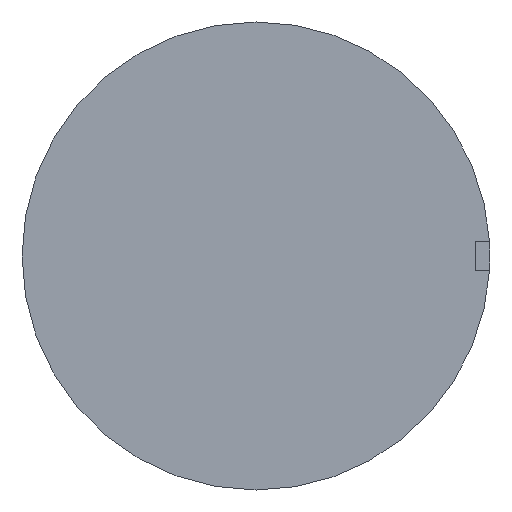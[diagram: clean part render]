
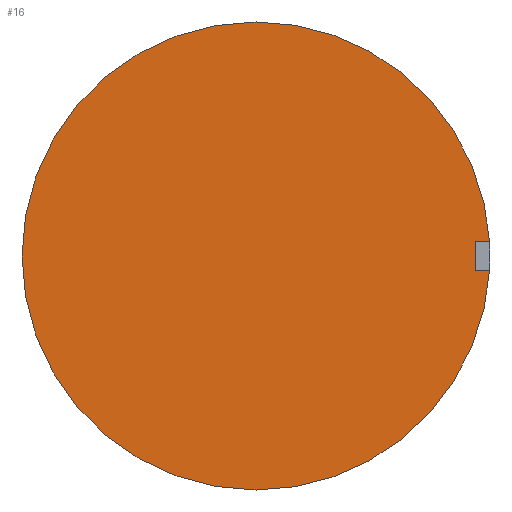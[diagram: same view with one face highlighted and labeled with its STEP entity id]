
A CAD part, left-side view. The second image highlights one B-rep face of the part: STEP entity #16.
In plain terms, the highlighted planar face has unit normal (-1, 0, 0).
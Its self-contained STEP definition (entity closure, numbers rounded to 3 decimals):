
#16 = ADVANCED_FACE ( 'NONE', ( #567 ), #17, .F. ) ;
#17 = PLANE ( 'NONE',  #746 ) ;
#18 = CIRCLE ( 'NONE', #496, 80. ) ;
#30 = ORIENTED_EDGE ( 'NONE', *, *, #240, .F. ) ;
#48 = VERTEX_POINT ( 'NONE', #494 ) ;
#65 = CARTESIAN_POINT ( 'NONE',  ( 0., -80., 0. ) ) ;
#80 = EDGE_CURVE ( 'NONE', #48, #621, #18, .T. ) ;
#113 = DIRECTION ( 'NONE',  ( -1., 0., 0. ) ) ;
#132 = CARTESIAN_POINT ( 'NONE',  ( 0., 0., 80. ) ) ;
#139 = DIRECTION ( 'NONE',  ( 1., 0., 0. ) ) ;
#142 = DIRECTION ( 'NONE',  ( 0., 0., 1. ) ) ;
#147 = CARTESIAN_POINT ( 'NONE',  ( 0., -75., 5. ) ) ;
#166 = LINE ( 'NONE', #461, #747 ) ;
#190 = ORIENTED_EDGE ( 'NONE', *, *, #210, .F. ) ;
#204 = DIRECTION ( 'NONE',  ( 0., 0., 1. ) ) ;
#210 = EDGE_CURVE ( 'NONE', #401, #360, #742, .T. ) ;
#213 = AXIS2_PLACEMENT_3D ( 'NONE', #920, #823, #335 ) ;
#240 = EDGE_CURVE ( 'NONE', #48, #443, #166, .T. ) ;
#263 = CARTESIAN_POINT ( 'NONE',  ( 0., -79.844, -5. ) ) ;
#267 = CARTESIAN_POINT ( 'NONE',  ( 0., -75., -5. ) ) ;
#270 = CARTESIAN_POINT ( 'NONE',  ( 0., -75., -5. ) ) ;
#273 = EDGE_CURVE ( 'NONE', #621, #835, #582, .T. ) ;
#307 = ORIENTED_EDGE ( 'NONE', *, *, #80, .T. ) ;
#335 = DIRECTION ( 'NONE',  ( 0., 0., 1. ) ) ;
#360 = VERTEX_POINT ( 'NONE', #263 ) ;
#372 = DIRECTION ( 'NONE',  ( 0., 0., -1. ) ) ;
#390 = CARTESIAN_POINT ( 'NONE',  ( 0., 0., 0. ) ) ;
#401 = VERTEX_POINT ( 'NONE', #270 ) ;
#403 = EDGE_CURVE ( 'NONE', #443, #401, #617, .T. ) ;
#443 = VERTEX_POINT ( 'NONE', #147 ) ;
#461 = CARTESIAN_POINT ( 'NONE',  ( 0., -75., 5. ) ) ;
#494 = CARTESIAN_POINT ( 'NONE',  ( 0., -79.844, 5. ) ) ;
#496 = AXIS2_PLACEMENT_3D ( 'NONE', #779, #508, #142 ) ;
#508 = DIRECTION ( 'NONE',  ( -1., 0., 0. ) ) ;
#516 = CARTESIAN_POINT ( 'NONE',  ( 0., -85., -5. ) ) ;
#529 = DIRECTION ( 'NONE',  ( 0., -1., 0. ) ) ;
#544 = DIRECTION ( 'NONE',  ( 0., 0., -1. ) ) ;
#551 = CIRCLE ( 'NONE', #213, 80. ) ;
#567 = FACE_OUTER_BOUND ( 'NONE', #591, .T. ) ;
#582 = CIRCLE ( 'NONE', #699, 80. ) ;
#591 = EDGE_LOOP ( 'NONE', ( #307, #842, #698, #190, #857, #30 ) ) ;
#617 = LINE ( 'NONE', #267, #701 ) ;
#621 = VERTEX_POINT ( 'NONE', #132 ) ;
#631 = CARTESIAN_POINT ( 'NONE',  ( 0., 0., -80. ) ) ;
#698 = ORIENTED_EDGE ( 'NONE', *, *, #841, .T. ) ;
#699 = AXIS2_PLACEMENT_3D ( 'NONE', #390, #113, #204 ) ;
#701 = VECTOR ( 'NONE', #544, 1000. ) ;
#742 = LINE ( 'NONE', #516, #883 ) ;
#746 = AXIS2_PLACEMENT_3D ( 'NONE', #65, #139, #372 ) ;
#747 = VECTOR ( 'NONE', #808, 1000. ) ;
#779 = CARTESIAN_POINT ( 'NONE',  ( 0., 0., 0. ) ) ;
#808 = DIRECTION ( 'NONE',  ( 0., 1., 0. ) ) ;
#823 = DIRECTION ( 'NONE',  ( -1., 0., 0. ) ) ;
#835 = VERTEX_POINT ( 'NONE', #631 ) ;
#841 = EDGE_CURVE ( 'NONE', #835, #360, #551, .T. ) ;
#842 = ORIENTED_EDGE ( 'NONE', *, *, #273, .T. ) ;
#857 = ORIENTED_EDGE ( 'NONE', *, *, #403, .F. ) ;
#883 = VECTOR ( 'NONE', #529, 1000. ) ;
#920 = CARTESIAN_POINT ( 'NONE',  ( 0., 0., 0. ) ) ;
